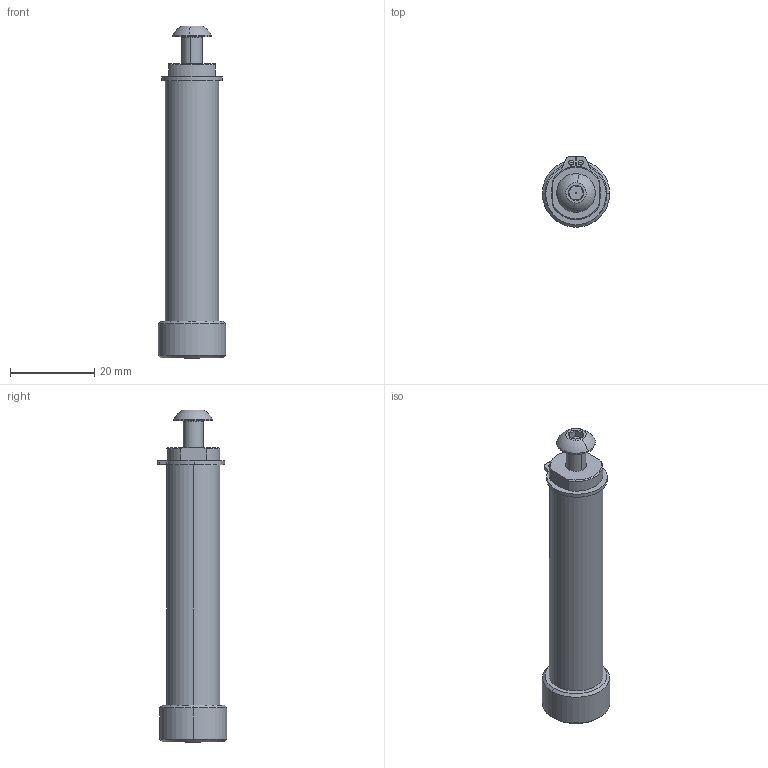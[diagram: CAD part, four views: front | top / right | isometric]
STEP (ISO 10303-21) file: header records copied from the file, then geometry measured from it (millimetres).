
FILE_DESCRIPTION (( 'STEP AP214' ), '1' );
FILE_NAME ('WCP-1743.step', '2025-02-01T00:30:34', ( '' ), ( '' ), 'SwSTEP 2.0', 'SolidWorks 2022', '' );
FILE_SCHEMA (( 'AUTOMOTIVE_DESIGN' ));
Length unit declared in the file: inch
Products named in the file (5): WCP-1743-001 Rev1; WCP-0326 Rev1; WCP-1743; WCP-0229 Rev1; 10-32 BHCS - No Thread_WCP-0263 - 3.000
Assembly tree (4 placements, depth 2):
  WCP-1743
    WCP-1743-001 Rev1
    WCP-0229 Rev1
    10-32 BHCS - No Thread_WCP-0263 - 3.000
    WCP-0326 Rev1
Bounding box: 16 x 16.6 x 78.77 mm (x, y, z)
Volume: 9464.6 mm3; surface area: 6273.7 mm2
Topology: 4 solids, 4 shells, 124 faces, 288 edges, 178 vertices
Faces by surface type: cylinder 44, plane 43, cone 31, torus 6
Entity records: 3875 total; most frequent: CARTESIAN_POINT 758, DIRECTION 643, ORIENTED_EDGE 572, EDGE_CURVE 286, AXIS2_PLACEMENT_3D 261, VERTEX_POINT 178, EDGE_LOOP 140, CIRCLE 130
